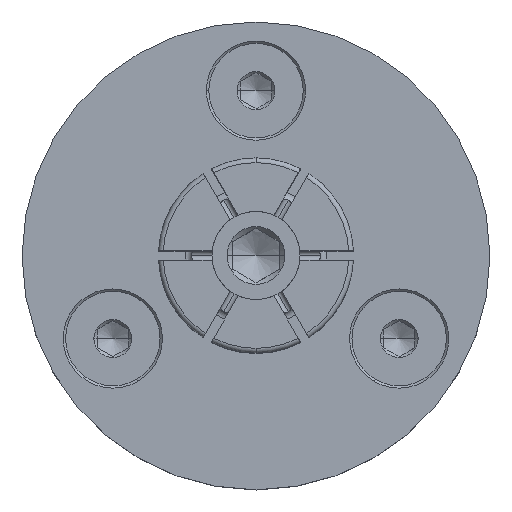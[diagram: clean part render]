
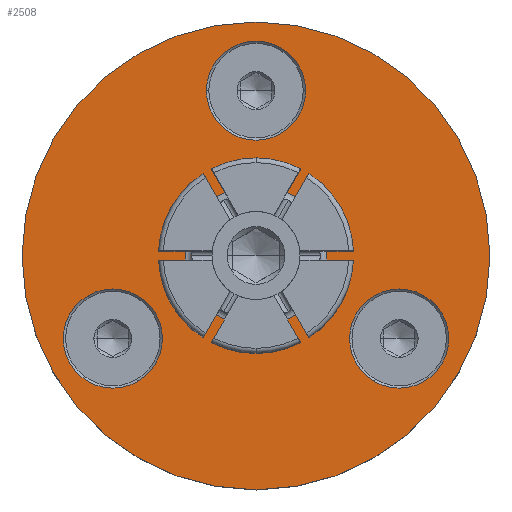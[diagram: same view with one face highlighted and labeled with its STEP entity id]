
A CAD part, top view. The second image highlights one B-rep face of the part: STEP entity #2508.
In plain terms, the highlighted planar face has unit normal (0, 0, 1).
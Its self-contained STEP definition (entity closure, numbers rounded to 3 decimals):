
#1096=VERTEX_POINT('',#2840);
#1188=EDGE_CURVE('',#2590,#1638,#2937,.T.);
#1264=VERTEX_POINT('',#3022);
#1286=VERTEX_POINT('',#3044);
#1332=VERTEX_POINT('',#3095);
#1356=EDGE_CURVE('',#2456,#1286,#3122,.T.);
#1562=EDGE_CURVE('',#2290,#2030,#3352,.T.);
#1638=VERTEX_POINT('',#3434);
#1674=EDGE_CURVE('',#1096,#1940,#3477,.T.);
#1686=VERTEX_POINT('',#3491);
#1820=EDGE_CURVE('',#2030,#2290,#3641,.T.);
#1890=EDGE_CURVE('',#1638,#1332,#3724,.T.);
#1940=VERTEX_POINT('',#3783);
#2030=VERTEX_POINT('',#3881);
#2062=EDGE_CURVE('',#1264,#1686,#3915,.T.);
#2290=VERTEX_POINT('',#4164);
#2402=EDGE_CURVE('',#1686,#1264,#4290,.T.);
#2456=VERTEX_POINT('',#4347);
#2492=EDGE_CURVE('',#1332,#2590,#4387,.T.);
#2508=ADVANCED_FACE('',(#4403,#4404,#4405,#4406,#4407),#4408,.T.);
#2558=EDGE_CURVE('',#1940,#1096,#4464,.T.);
#2590=VERTEX_POINT('',#4498);
#2600=EDGE_CURVE('',#1286,#2456,#4508,.T.);
#2840=CARTESIAN_POINT('',(-7.518,-7.978,5.8));
#2937=CIRCLE('',#5273,4.5);
#3022=CARTESIAN_POINT('',(3.15,10.5,5.8));
#3044=CARTESIAN_POINT('',(10.668,-2.522,5.8));
#3095=CARTESIAN_POINT('',(0.,4.5,5.8));
#3122=CIRCLE('',#5683,3.15);
#3352=CIRCLE('',#6174,14.86);
#3434=CARTESIAN_POINT('',(0.,-4.5,5.8));
#3477=CIRCLE('',#6420,3.15);
#3491=CARTESIAN_POINT('',(-3.15,10.5,5.8));
#3641=CIRCLE('',#6775,14.86);
#3724=CIRCLE('',#6927,4.5);
#3783=CARTESIAN_POINT('',(-10.668,-2.522,5.8));
#3881=CARTESIAN_POINT('',(-14.86,0.,5.8));
#3915=CIRCLE('',#7286,3.15);
#4164=CARTESIAN_POINT('',(14.86,0.0,5.8));
#4290=CIRCLE('',#8142,3.15);
#4347=CARTESIAN_POINT('',(7.518,-7.978,5.8));
#4387=CIRCLE('',#8344,4.5);
#4403=FACE_BOUND('',#8382,.T.);
#4404=FACE_BOUND('',#8383,.T.);
#4405=FACE_BOUND('',#8384,.T.);
#4406=FACE_BOUND('',#8385,.T.);
#4407=FACE_OUTER_BOUND('',#8386,.T.);
#4408=PLANE('',#8387);
#4464=CIRCLE('',#8527,3.15);
#4498=CARTESIAN_POINT('',(4.5,0.,5.8));
#4508=CIRCLE('',#8644,3.15);
#5273=AXIS2_PLACEMENT_3D('',#8954,#8955,#8956);
#5683=AXIS2_PLACEMENT_3D('',#9145,#9146,#9147);
#6174=AXIS2_PLACEMENT_3D('',#9421,#9422,#9423);
#6420=AXIS2_PLACEMENT_3D('',#9535,#9536,#9537);
#6775=AXIS2_PLACEMENT_3D('',#9741,#9742,#9743);
#6927=AXIS2_PLACEMENT_3D('',#9879,#9880,#9881);
#7286=AXIS2_PLACEMENT_3D('',#10083,#10084,#10085);
#8142=AXIS2_PLACEMENT_3D('',#10463,#10464,#10465);
#8344=AXIS2_PLACEMENT_3D('',#10567,#10568,#10569);
#8382=EDGE_LOOP('',(#10572,#10573));
#8383=EDGE_LOOP('',(#10574,#10575));
#8384=EDGE_LOOP('',(#10576,#10577));
#8385=EDGE_LOOP('',(#10578,#10579,#10580));
#8386=EDGE_LOOP('',(#10581,#10582));
#8387=AXIS2_PLACEMENT_3D('',#10583,#10584,#10585);
#8527=AXIS2_PLACEMENT_3D('',#10670,#10671,#10672);
#8644=AXIS2_PLACEMENT_3D('',#10703,#10704,#10705);
#8954=CARTESIAN_POINT('',(0.0,0.,5.8));
#8955=DIRECTION('',(0.0,0.,-1.0));
#8956=DIRECTION('',(1.0,0.0,0.0));
#9145=CARTESIAN_POINT('',(9.093,-5.25,5.8));
#9146=DIRECTION('',(-0.0,0.0,-1.0));
#9147=DIRECTION('',(-0.5,-0.866,0.0));
#9421=CARTESIAN_POINT('',(0.0,0.0,5.8));
#9422=DIRECTION('',(0.0,0.0,1.0));
#9423=DIRECTION('',(1.0,0.0,0.0));
#9535=CARTESIAN_POINT('',(-9.093,-5.25,5.8));
#9536=DIRECTION('',(-0.0,0.0,-1.0));
#9537=DIRECTION('',(-0.5,0.866,0.0));
#9741=CARTESIAN_POINT('',(0.0,0.0,5.8));
#9742=DIRECTION('',(0.0,0.0,1.0));
#9743=DIRECTION('',(1.0,0.0,0.0));
#9879=CARTESIAN_POINT('',(0.0,0.,5.8));
#9880=DIRECTION('',(0.0,0.,-1.0));
#9881=DIRECTION('',(1.0,0.0,0.0));
#10083=CARTESIAN_POINT('',(0.0,10.5,5.8));
#10084=DIRECTION('',(0.0,0.0,-1.0));
#10085=DIRECTION('',(1.0,0.0,0.0));
#10463=CARTESIAN_POINT('',(0.0,10.5,5.8));
#10464=DIRECTION('',(0.0,0.0,-1.0));
#10465=DIRECTION('',(1.0,0.0,0.0));
#10567=CARTESIAN_POINT('',(0.0,0.,5.8));
#10568=DIRECTION('',(0.0,0.,-1.0));
#10569=DIRECTION('',(1.0,0.0,0.0));
#10572=ORIENTED_EDGE('',*,*,#1356,.T.);
#10573=ORIENTED_EDGE('',*,*,#2600,.T.);
#10574=ORIENTED_EDGE('',*,*,#2558,.T.);
#10575=ORIENTED_EDGE('',*,*,#1674,.T.);
#10576=ORIENTED_EDGE('',*,*,#2062,.T.);
#10577=ORIENTED_EDGE('',*,*,#2402,.T.);
#10578=ORIENTED_EDGE('',*,*,#1188,.T.);
#10579=ORIENTED_EDGE('',*,*,#1890,.T.);
#10580=ORIENTED_EDGE('',*,*,#2492,.T.);
#10581=ORIENTED_EDGE('',*,*,#1562,.T.);
#10582=ORIENTED_EDGE('',*,*,#1820,.T.);
#10583=CARTESIAN_POINT('',(0.0,0.0,5.8));
#10584=DIRECTION('',(0.0,0.0,1.0));
#10585=DIRECTION('',(1.0,0.0,0.0));
#10670=CARTESIAN_POINT('',(-9.093,-5.25,5.8));
#10671=DIRECTION('',(-0.0,0.0,-1.0));
#10672=DIRECTION('',(-0.5,0.866,0.0));
#10703=CARTESIAN_POINT('',(9.093,-5.25,5.8));
#10704=DIRECTION('',(-0.0,0.0,-1.0));
#10705=DIRECTION('',(-0.5,-0.866,0.0));
